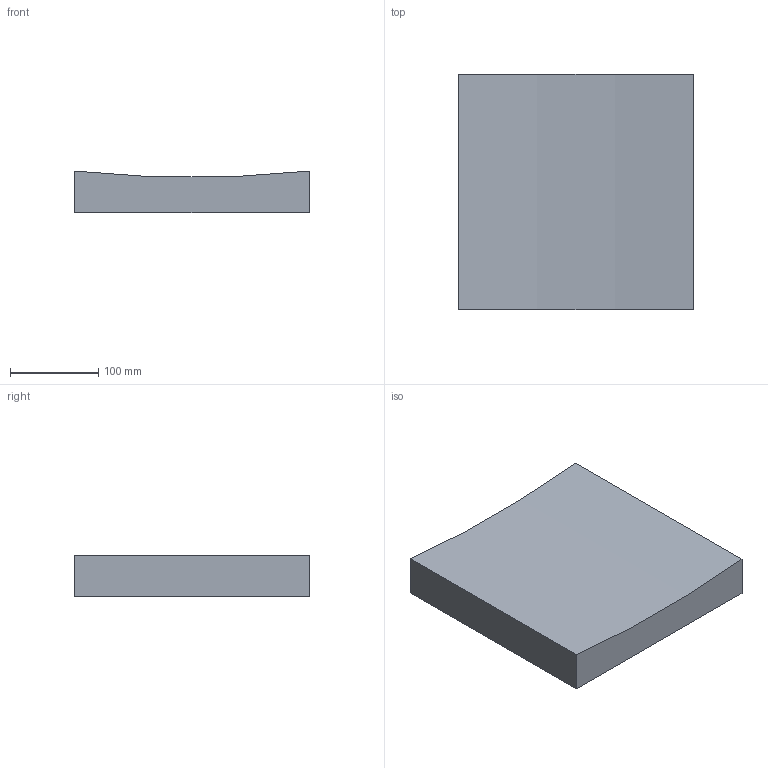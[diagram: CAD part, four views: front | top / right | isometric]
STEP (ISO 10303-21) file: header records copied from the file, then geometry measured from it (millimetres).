
FILE_DESCRIPTION((''),'2;1');
FILE_NAME('BEAMS_BULKHEAD','2021-02-05T08:44:26',('chdar'),('Vestas Wind Systems A/S'),'CREO PARAMETRIC BY PTC INC, 2020053','CREO PARAMETRIC BY PTC INC, 2020053','');
FILE_SCHEMA(('AP242_MANAGED_MODEL_BASED_3D_ENGINEERING_MIM_LF { 1 0 10303 442 1 1 4 }'));
Length unit declared in the file: millimetre
Products named in the file (1): BEAMS_BULKHEAD
Bounding box: 265 x 266 x 47.39 mm (x, y, z)
Volume: 866726.5 mm3; surface area: 225199.4 mm2
Topology: 1 solids, 1 shells, 11 faces, 33 edges, 26 vertices
Faces by surface type: plane 9, cylinder 2
Entity records: 776 total; most frequent: COLOUR_RGB 122, CARTESIAN_POINT 63, DIRECTION 62, ORIENTED_EDGE 48, PROPERTY_DEFINITION 41, REPRESENTATION 39, PROPERTY_DEFINITION_REPRESENTATION 39, GENERAL_PROPERTY 29
